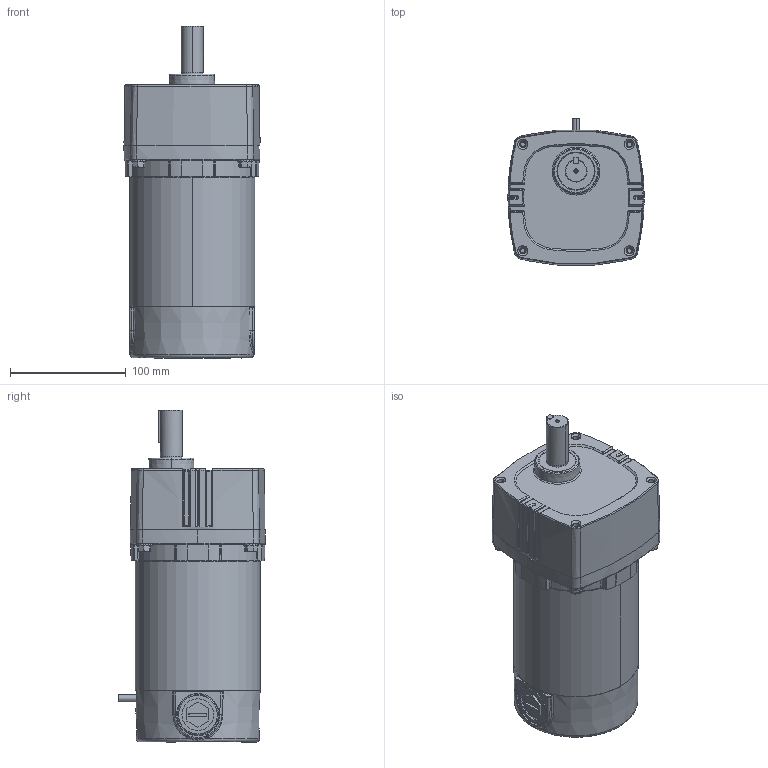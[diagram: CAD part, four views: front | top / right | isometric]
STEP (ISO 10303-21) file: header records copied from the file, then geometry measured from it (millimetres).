
FILE_DESCRIPTION (( 'STEP AP203' ), '1' );
FILE_NAME ('INFM0211.STEP', '2013-04-26T20:49:55', ( 'Admin' ), ( 'Bodine Electric Company' ), 'SwSTEP 2.0', 'SolidWorks 2012', '' );
FILE_SCHEMA (( 'CONFIG_CONTROL_DESIGN' ));
Length unit declared in the file: inch
Products named in the file (1): INFM0211
Bounding box: 117.79 x 127.1 x 287.1 mm (x, y, z)
Volume: 2401660.6 mm3; surface area: 204534.1 mm2
Topology: 15 solids, 15 shells, 1279 faces, 3008 edges, 1794 vertices
Faces by surface type: plane 467, bspline 254, cylinder 214, cone 188, torus 112, sphere 44
Entity records: 42126 total; most frequent: CARTESIAN_POINT 14673, ORIENTED_EDGE 5988, DIRECTION 5434, EDGE_CURVE 2994, AXIS2_PLACEMENT_3D 2222, VERTEX_POINT 1794, EDGE_LOOP 1342, FACE_OUTER_BOUND 1279
